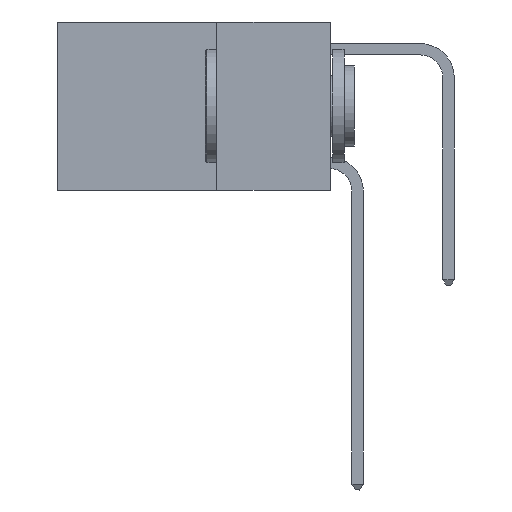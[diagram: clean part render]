
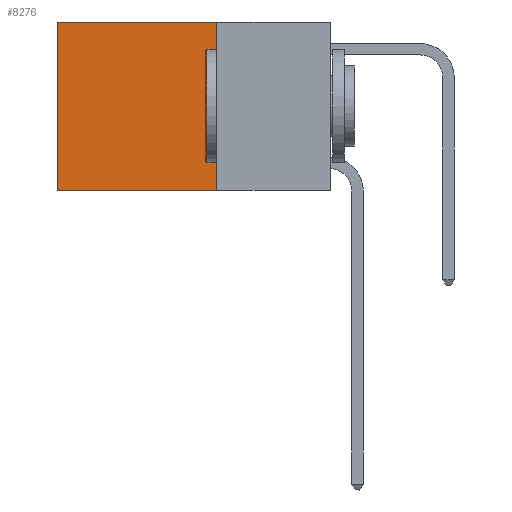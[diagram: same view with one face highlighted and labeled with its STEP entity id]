
A CAD part, left-side view. The second image highlights one B-rep face of the part: STEP entity #8276.
In plain terms, the highlighted planar face has unit normal (-1, 0, 0).
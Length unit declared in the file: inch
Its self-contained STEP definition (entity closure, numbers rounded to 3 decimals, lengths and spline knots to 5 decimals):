
#1864 = DIRECTION ( 'NONE',  ( 0., 0., -1. ) ) ;
#2062 = EDGE_CURVE ( 'NONE', #4039, #13022, #5305, .T. ) ;
#2096 = CARTESIAN_POINT ( 'NONE',  ( 0.2625, 0.25, -0.37 ) ) ;
#2236 = EDGE_CURVE ( 'NONE', #14634, #13022, #21699, .T. ) ;
#2336 = DIRECTION ( 'NONE',  ( 0., 0., -1. ) ) ;
#2513 = CARTESIAN_POINT ( 'NONE',  ( 0.2625, 0.6, 0. ) ) ;
#3418 = DIRECTION ( 'NONE',  ( 1., 0., 0. ) ) ;
#4039 = VERTEX_POINT ( 'NONE', #25086 ) ;
#4047 = VECTOR ( 'NONE', #1864, 39.37008 ) ;
#4339 = VECTOR ( 'NONE', #2336, 39.37008 ) ;
#4659 = EDGE_LOOP ( 'NONE', ( #19488, #20933, #18428, #10516 ) ) ;
#5304 = LINE ( 'NONE', #17578, #16463 ) ;
#5305 = LINE ( 'NONE', #2513, #4047 ) ;
#5614 = DIRECTION ( 'NONE',  ( 0., 0., -1. ) ) ;
#8276 = ADVANCED_FACE ( 'NONE', ( #21730 ), #23368, .F. ) ;
#9623 = LINE ( 'NONE', #24016, #4339 ) ;
#10454 = AXIS2_PLACEMENT_3D ( 'NONE', #15683, #3418, #5614 ) ;
#10516 = ORIENTED_EDGE ( 'NONE', *, *, #20020, .T. ) ;
#11154 = VECTOR ( 'NONE', #24106, 39.37008 ) ;
#12866 = CARTESIAN_POINT ( 'NONE',  ( 0.2625, 0.25, -0.37 ) ) ;
#13022 = VERTEX_POINT ( 'NONE', #24785 ) ;
#14634 = VERTEX_POINT ( 'NONE', #12866 ) ;
#15683 = CARTESIAN_POINT ( 'NONE',  ( 0.2625, 0.25, 0. ) ) ;
#16463 = VECTOR ( 'NONE', #17665, 39.37008 ) ;
#17578 = CARTESIAN_POINT ( 'NONE',  ( 0.2625, 0.25, 0. ) ) ;
#17665 = DIRECTION ( 'NONE',  ( 0., 1., 0. ) ) ;
#18428 = ORIENTED_EDGE ( 'NONE', *, *, #20653, .F. ) ;
#19488 = ORIENTED_EDGE ( 'NONE', *, *, #2062, .T. ) ;
#20020 = EDGE_CURVE ( 'NONE', #20527, #4039, #5304, .T. ) ;
#20527 = VERTEX_POINT ( 'NONE', #25708 ) ;
#20653 = EDGE_CURVE ( 'NONE', #20527, #14634, #9623, .T. ) ;
#20933 = ORIENTED_EDGE ( 'NONE', *, *, #2236, .F. ) ;
#21699 = LINE ( 'NONE', #2096, #11154 ) ;
#21730 = FACE_OUTER_BOUND ( 'NONE', #4659, .T. ) ;
#23368 = PLANE ( 'NONE',  #10454 ) ;
#24016 = CARTESIAN_POINT ( 'NONE',  ( 0.2625, 0.25, 0. ) ) ;
#24106 = DIRECTION ( 'NONE',  ( 0., 1., 0. ) ) ;
#24785 = CARTESIAN_POINT ( 'NONE',  ( 0.2625, 0.6, -0.37 ) ) ;
#25086 = CARTESIAN_POINT ( 'NONE',  ( 0.2625, 0.6, 0. ) ) ;
#25708 = CARTESIAN_POINT ( 'NONE',  ( 0.2625, 0.25, 0. ) ) ;
